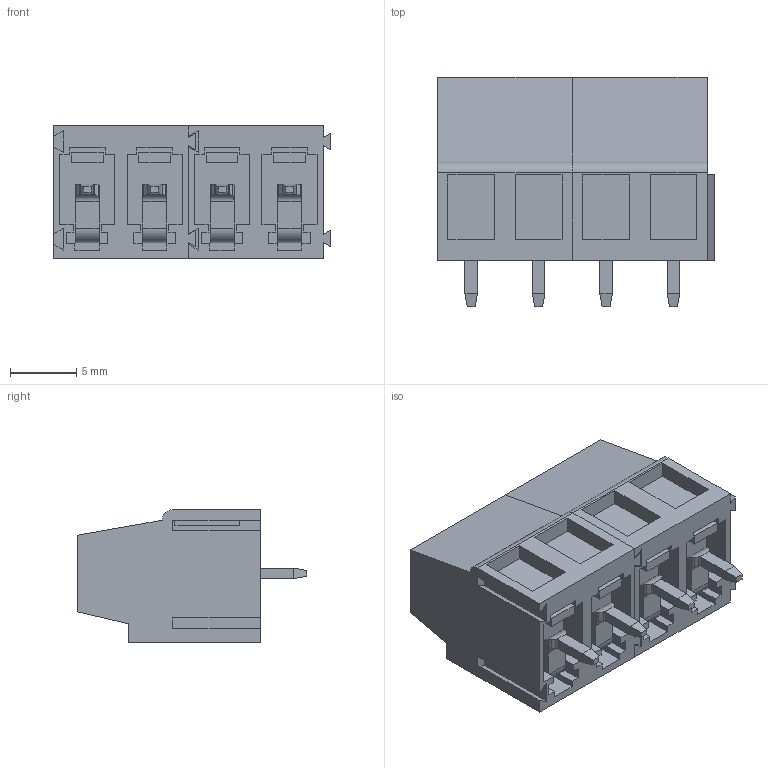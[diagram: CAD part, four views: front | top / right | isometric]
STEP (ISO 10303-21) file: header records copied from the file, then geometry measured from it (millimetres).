
FILE_DESCRIPTION(('CATIA V5 STEP Exchange','CAx-IF Rec.Pracs.--- Model Styling and Organization---1.2---2011-12-15'),'2;1');
FILE_NAME('9994130000_S.stp','2016-10-05T06:11:44+00:00',('none'),('none'),'CATIA Version 5-6 Release 2014','CATIA V5 STEP AP214','none');
FILE_SCHEMA(('AUTOMOTIVE_DESIGN { 1 0 10303 214 1 1 1 1 }'));
Length unit declared in the file: millimetre
Products named in the file (1): 9994130000_S
Bounding box: 20.87 x 17.3 x 10 mm (x, y, z)
Volume: 1956.9 mm3; surface area: 2535.7 mm2
Topology: 10 solids, 10 shells, 474 faces, 1274 edges, 844 vertices
Faces by surface type: plane 376, cylinder 98
Entity records: 13769 total; most frequent: CARTESIAN_POINT 2611, ORIENTED_EDGE 2548, DIRECTION 1842, EDGE_CURVE 1274, VECTOR 1006, LINE 1006, VERTEX_POINT 844, AXIS2_PLACEMENT_3D 521
